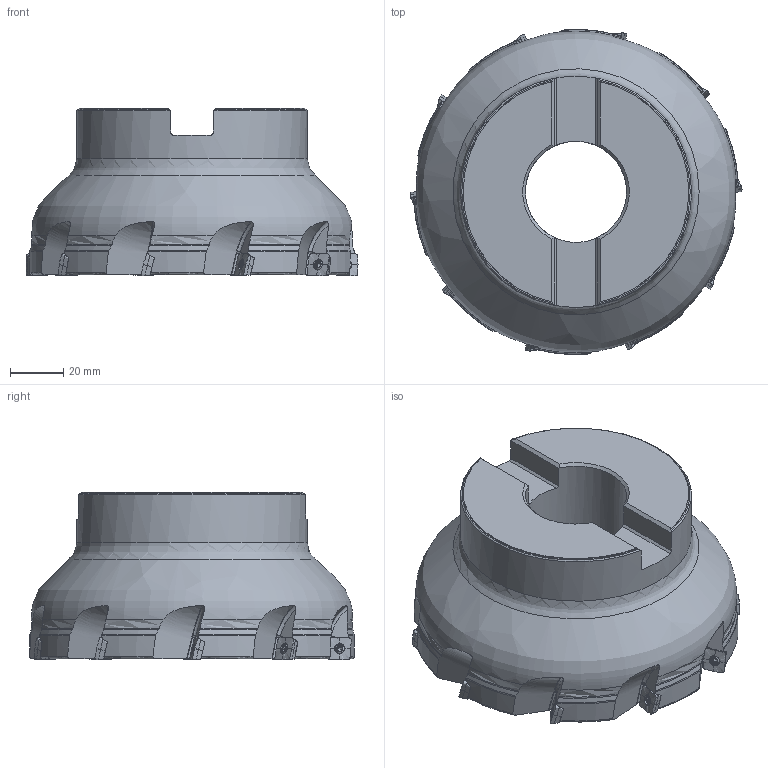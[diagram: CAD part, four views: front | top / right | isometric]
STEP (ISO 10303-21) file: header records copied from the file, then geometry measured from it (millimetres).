
FILE_DESCRIPTION(/* description */ (''),/* implementation_level */ '2;1');
FILE_NAME(/* name */ 'toolassembly_1.stp',/* time_stamp */ '2018-06-25T15:43:32+02:00',/* author */ (''),/* organization */ ('SMS'),/* preprocessor_version */ 'ST-DEVELOPER v15',/* originating_system */ 'SIEMENS PLM Software NX 8.5',/* authorisation */ '');
FILE_SCHEMA (('AUTOMOTIVE_DESIGN { 1 0 10303 214 3 1 1 1 }'));
Products named in the file (4): ASSEMBLY_CONSTRUCTION; CUT_20180625154301; NOCUT_20180625154256; TOOLASSEMBLY_1
Assembly tree (12 placements, depth 2):
  TOOLASSEMBLY_1
    NOCUT_20180625154256
    CUT_20180625154301  x10
    ASSEMBLY_CONSTRUCTION
Bounding box: 125.03 x 122.37 x 63 mm (x, y, z)
Volume: 396789.1 mm3; surface area: 49761.9 mm2
Topology: 11 solids, 11 shells, 881 faces, 2498 edges, 1662 vertices
Faces by surface type: plane 330, bspline 140, extrusion 120, cone 117, torus 88, cylinder 65, sphere 20, revolution 1
Full cylindrical faces by diameter (mm): 2.5 x10, 2.8 x10, 3.45 x10, 38.112 x1, 60 x1, 87 x1
Entity records: 41261 total; most frequent: CARTESIAN_POINT 24534, ORIENTED_EDGE 3532, DIRECTION 3243, EDGE_CURVE 1766, AXIS2_PLACEMENT_3D 1332, VERTEX_POINT 1176, EDGE_LOOP 784, ADVANCED_FACE 692
